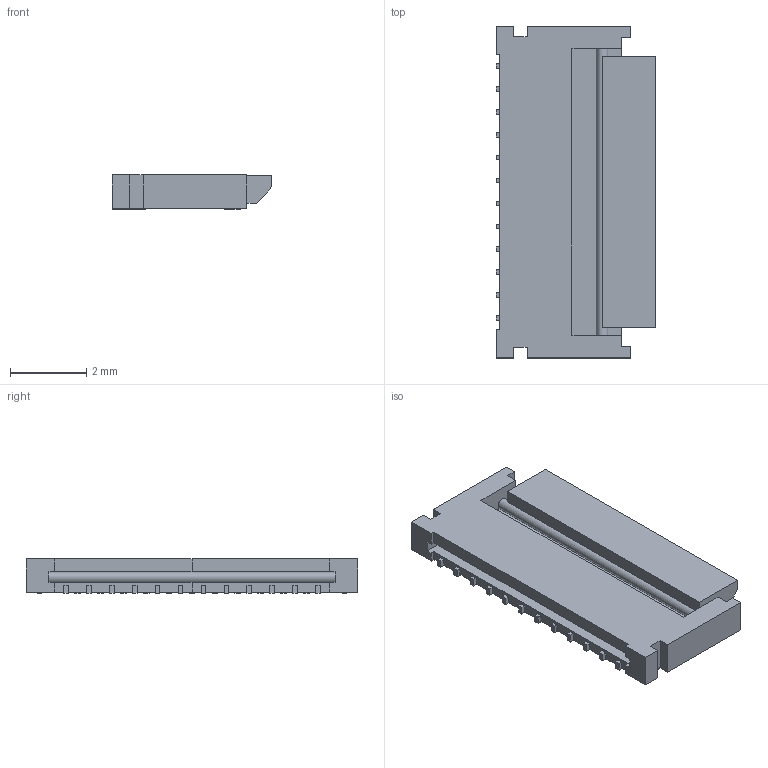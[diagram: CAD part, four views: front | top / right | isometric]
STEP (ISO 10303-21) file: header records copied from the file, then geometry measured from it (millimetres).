
FILE_DESCRIPTION(/* description */ ('model of Molex_502250-2391_2Rows-23Pins-1MP_P0.60mm_Horizontal'),/* implementation_level */ '2;1');
FILE_NAME(/* name */ 'Molex_502250-2391_2Rows-23Pins-1MP_P0.60mm_Horizontal.step',/* time_stamp */ '2018-06-20T01:14:54',/* author */ ('Joel Holdsworth',''),/* organization */ (''),/* preprocessor_version */ '',/* originating_system */ '',/* authorisation */ '');
FILE_SCHEMA(('AUTOMOTIVE_DESIGN { 1 0 10303 214 1 1 1 1 }'));
Length unit declared in the file: millimetre
Products named in the file (1): Molex_502250_2391
Bounding box: 4.19 x 8.7 x 0.9 mm (x, y, z)
Volume: 20.4 mm3; surface area: 138.5 mm2
Topology: 1 solids, 1 shells, 214 faces, 634 edges, 422 vertices
Faces by surface type: plane 194, extrusion 18, cylinder 2
Entity records: 4503 total; most frequent: ORIENTED_EDGE 961, EDGE_CURVE 634, CARTESIAN_POINT 623, LINE 506, VERTEX_POINT 422, FACE_BOUND 216, EDGE_LOOP 216, ADVANCED_FACE 214
